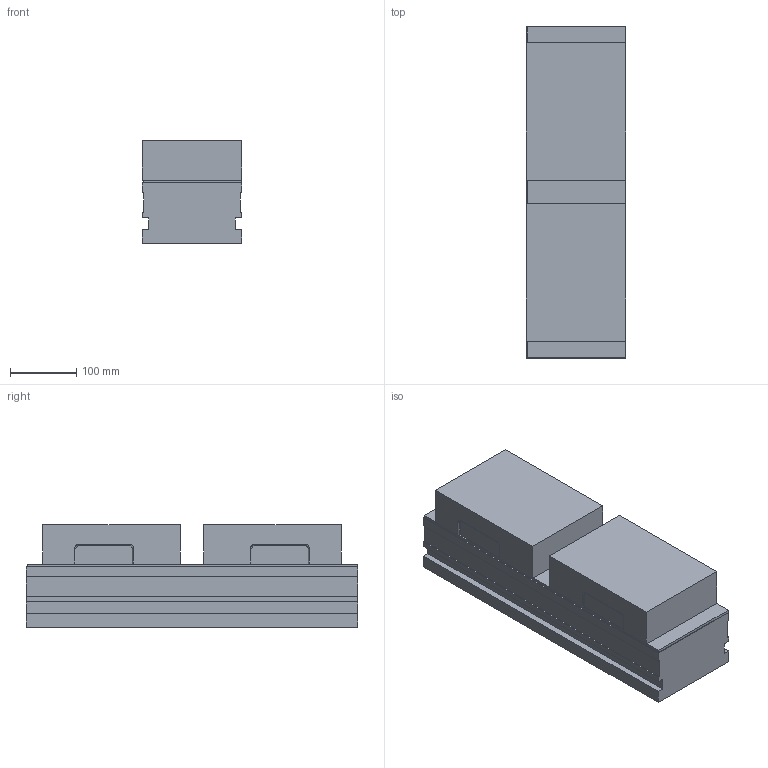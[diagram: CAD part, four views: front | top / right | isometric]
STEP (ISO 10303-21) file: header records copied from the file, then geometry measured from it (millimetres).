
FILE_DESCRIPTION (( 'STEP AP203' ), '1' );
FILE_NAME ('1550.STEP', '2025-03-15T08:52:53', ( '微软用户' ), ( '微软中国' ), 'SwSTEP 2.0', 'SolidWorks 2016', '' );
FILE_SCHEMA (( 'CONFIG_CONTROL_DESIGN' ));
Length unit declared in the file: millimetre
Products named in the file (6): Assem1_6; 5_8; Assem2_17; 1550; 2_8; 4_8
Assembly tree (6 placements, depth 3):
  1550
    5_8
    Assem1_6
      2_8
    Assem2_17  x2
      4_8
Bounding box: 150 x 500 x 154 mm (x, y, z)
Volume: 10375047.7 mm3; surface area: 663947.8 mm2
Topology: 4 solids, 4 shells, 172 faces, 428 edges, 280 vertices
Faces by surface type: plane 100, cylinder 64, bspline 8
Entity records: 5018 total; most frequent: CARTESIAN_POINT 821, DIRECTION 764, ORIENTED_EDGE 716, EDGE_CURVE 358, AXIS2_PLACEMENT_3D 259, VECTOR 246, LINE 246, VERTEX_POINT 236
